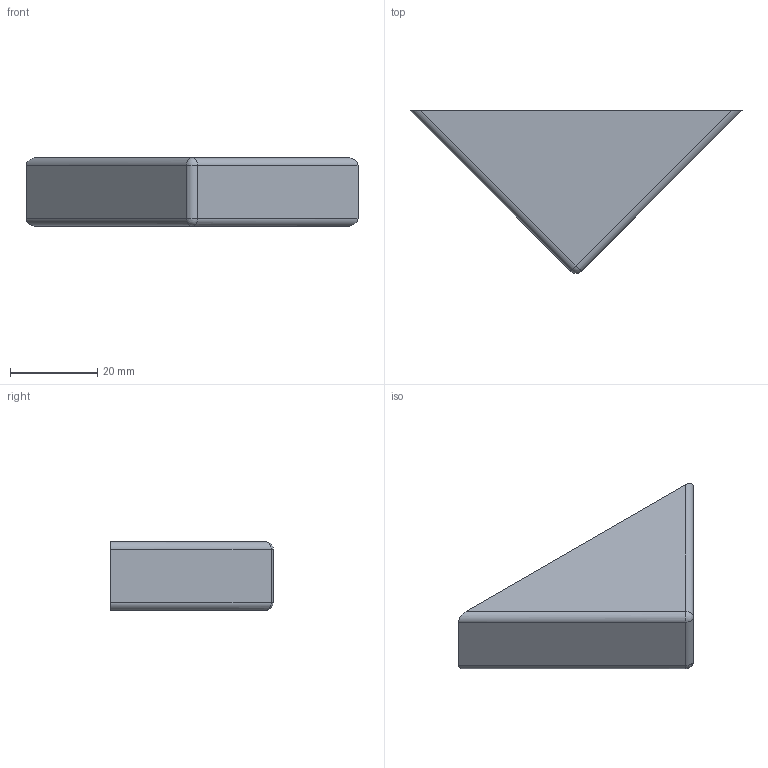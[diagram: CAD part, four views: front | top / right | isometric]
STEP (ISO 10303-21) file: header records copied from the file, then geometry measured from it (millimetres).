
FILE_DESCRIPTION (( 'STEP AP214' ), '1' );
FILE_NAME ('.500 COrner Protector.STEP', '2025-07-01T18:33:18', ( '' ), ( '' ), 'SwSTEP 2.0', 'SolidWorks 2023', '' );
FILE_SCHEMA (( 'AUTOMOTIVE_DESIGN' ));
Length unit declared in the file: inch
Products named in the file (1): .500 COrner Protector
Bounding box: 76.15 x 37.34 x 15.75 mm (x, y, z)
Volume: 6293.6 mm3; surface area: 8547.9 mm2
Topology: 1 solids, 1 shells, 23 faces, 56 edges, 32 vertices
Faces by surface type: cylinder 10, plane 9, sphere 4
Entity records: 625 total; most frequent: CARTESIAN_POINT 124, DIRECTION 100, ORIENTED_EDGE 96, EDGE_CURVE 48, AXIS2_PLACEMENT_3D 36, LINE 28, VERTEX_POINT 28, VECTOR 28
